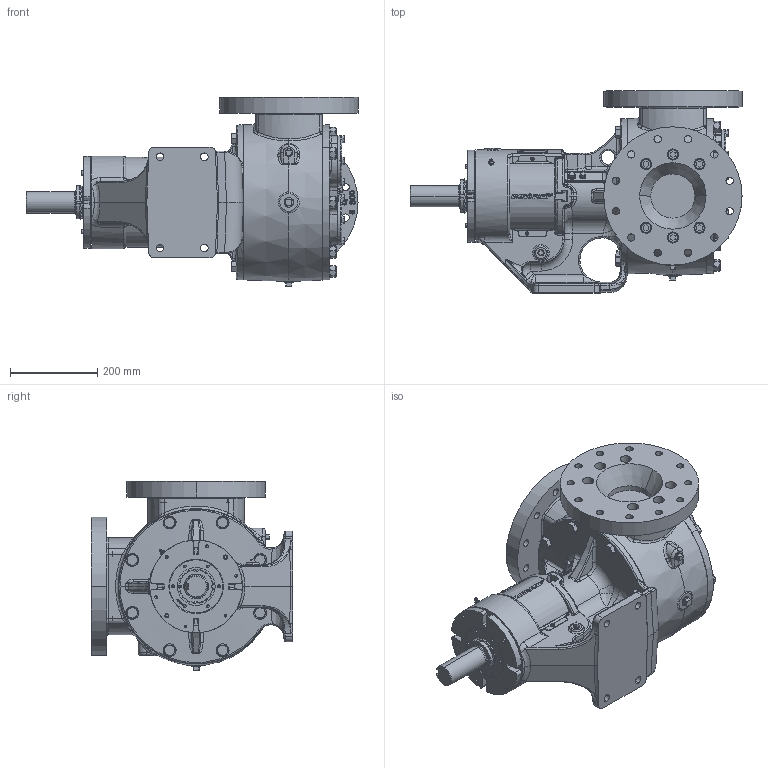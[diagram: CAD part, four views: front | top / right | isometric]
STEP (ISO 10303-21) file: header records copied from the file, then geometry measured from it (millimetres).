
FILE_DESCRIPTION (( 'STEP AP214' ), '1' );
FILE_NAME ('QV-2225.STEP', '2024-04-17T13:36:47', ( '' ), ( '' ), 'SwSTEP 2.0', 'SolidWorks 2022', '' );
FILE_SCHEMA (( 'AUTOMOTIVE_DESIGN' ));
Length unit declared in the file: inch
Products named in the file (1): QV-2225
Bounding box: 762.03 x 463.55 x 434.87 mm (x, y, z)
Volume: 37747210.2 mm3; surface area: 1633773 mm2
Topology: 1 solids, 1 shells, 4218 faces, 10661 edges, 6714 vertices
Faces by surface type: plane 1469, bspline 1292, cylinder 785, cone 517, torus 122, sphere 33
Entity records: 240288 total; most frequent: CARTESIAN_POINT 93950, ORIENTED_EDGE 21136, DIRECTION 15388, EDGE_CURVE 10568, VERTEX_POINT 6711, AXIS2_PLACEMENT_3D 5380, EDGE_LOOP 4645, LINE 4628
